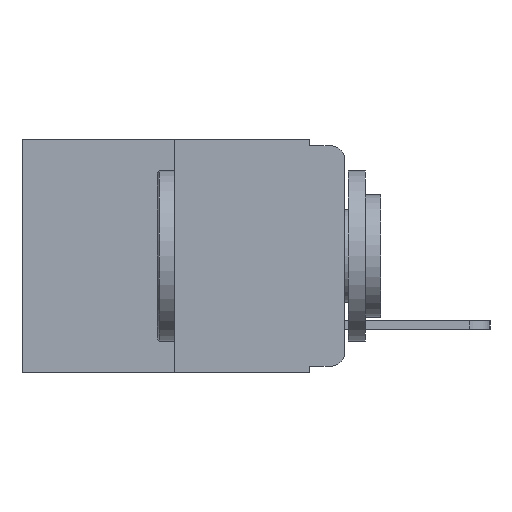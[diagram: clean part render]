
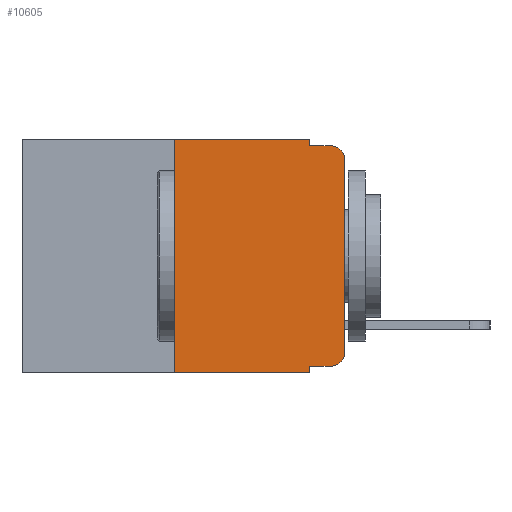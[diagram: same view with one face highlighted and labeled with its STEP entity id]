
A CAD part, left-side view. The second image highlights one B-rep face of the part: STEP entity #10605.
In plain terms, the highlighted planar face has unit normal (-1, 0, 0).
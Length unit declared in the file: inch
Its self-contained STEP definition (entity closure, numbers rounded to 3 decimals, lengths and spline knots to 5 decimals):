
#178 = CARTESIAN_POINT ( 'NONE',  ( 0., 0., 0. ) ) ;
#219 = VERTEX_POINT ( 'NONE', #10153 ) ;
#279 = EDGE_CURVE ( 'NONE', #1774, #1989, #7483, .T. ) ;
#320 = CARTESIAN_POINT ( 'NONE',  ( 0., 0.051, 0. ) ) ;
#803 = CARTESIAN_POINT ( 'NONE',  ( 0., 0.051, -0.01 ) ) ;
#947 = EDGE_CURVE ( 'NONE', #6058, #1989, #10208, .T. ) ;
#1133 = LINE ( 'NONE', #4403, #2096 ) ;
#1435 = DIRECTION ( 'NONE',  ( 0., -1., 0. ) ) ;
#1752 = EDGE_CURVE ( 'NONE', #3294, #219, #2219, .T. ) ;
#1758 = ORIENTED_EDGE ( 'NONE', *, *, #9478, .F. ) ;
#1774 = VERTEX_POINT ( 'NONE', #1995 ) ;
#1877 = DIRECTION ( 'NONE',  ( 0., 0., -1. ) ) ;
#1948 = CARTESIAN_POINT ( 'NONE',  ( 0., 0., -0.03 ) ) ;
#1989 = VERTEX_POINT ( 'NONE', #9465 ) ;
#1995 = CARTESIAN_POINT ( 'NONE',  ( 0., 0.051, -0.333 ) ) ;
#2096 = VECTOR ( 'NONE', #9712, 39.37008 ) ;
#2174 = ORIENTED_EDGE ( 'NONE', *, *, #7597, .T. ) ;
#2219 = CIRCLE ( 'NONE', #4014, 0.02 ) ;
#2288 = CARTESIAN_POINT ( 'NONE',  ( 0., 0.02, -0.03 ) ) ;
#2289 = CARTESIAN_POINT ( 'NONE',  ( 0., 0.25, 0. ) ) ;
#2343 = VERTEX_POINT ( 'NONE', #5432 ) ;
#2408 = VERTEX_POINT ( 'NONE', #1948 ) ;
#2576 = VECTOR ( 'NONE', #2838, 39.37008 ) ;
#2652 = ORIENTED_EDGE ( 'NONE', *, *, #2803, .F. ) ;
#2803 = EDGE_CURVE ( 'NONE', #6058, #5329, #3832, .T. ) ;
#2838 = DIRECTION ( 'NONE',  ( 0., 0., 1. ) ) ;
#2915 = VERTEX_POINT ( 'NONE', #803 ) ;
#2962 = CARTESIAN_POINT ( 'NONE',  ( 0., 0.051, 0. ) ) ;
#3285 = CARTESIAN_POINT ( 'NONE',  ( 0., 0.473, 0. ) ) ;
#3294 = VERTEX_POINT ( 'NONE', #6851 ) ;
#3315 = LINE ( 'NONE', #3285, #4287 ) ;
#3550 = VECTOR ( 'NONE', #10296, 39.37008 ) ;
#3769 = DIRECTION ( 'NONE',  ( -1., 0., 0. ) ) ;
#3832 = LINE ( 'NONE', #6169, #4953 ) ;
#3939 = ORIENTED_EDGE ( 'NONE', *, *, #1752, .T. ) ;
#4014 = AXIS2_PLACEMENT_3D ( 'NONE', #9046, #3769, #6615 ) ;
#4255 = DIRECTION ( 'NONE',  ( 0., 0., 1. ) ) ;
#4285 = EDGE_CURVE ( 'NONE', #2915, #2343, #1133, .T. ) ;
#4287 = VECTOR ( 'NONE', #1435, 39.37008 ) ;
#4403 = CARTESIAN_POINT ( 'NONE',  ( 0., 0.051, -0.01 ) ) ;
#4535 = LINE ( 'NONE', #5966, #3550 ) ;
#4592 = VERTEX_POINT ( 'NONE', #2962 ) ;
#4953 = VECTOR ( 'NONE', #4255, 39.37008 ) ;
#5003 = DIRECTION ( 'NONE',  ( 1., 0., 0. ) ) ;
#5329 = VERTEX_POINT ( 'NONE', #2289 ) ;
#5351 = EDGE_CURVE ( 'NONE', #5329, #4592, #3315, .T. ) ;
#5432 = CARTESIAN_POINT ( 'NONE',  ( 0., 0.02, -0.01 ) ) ;
#5733 = DIRECTION ( 'NONE',  ( 0., 0., -1. ) ) ;
#5966 = CARTESIAN_POINT ( 'NONE',  ( 0., 0.051, -0.333 ) ) ;
#6058 = VERTEX_POINT ( 'NONE', #11224 ) ;
#6059 = ORIENTED_EDGE ( 'NONE', *, *, #279, .F. ) ;
#6169 = CARTESIAN_POINT ( 'NONE',  ( 0., 0.25, 0. ) ) ;
#6596 = DIRECTION ( 'NONE',  ( 0., 0., -1. ) ) ;
#6613 = ORIENTED_EDGE ( 'NONE', *, *, #10597, .T. ) ;
#6615 = DIRECTION ( 'NONE',  ( 0., 0., -1. ) ) ;
#6675 = ORIENTED_EDGE ( 'NONE', *, *, #947, .T. ) ;
#6851 = CARTESIAN_POINT ( 'NONE',  ( 0., 0.02, -0.333 ) ) ;
#7023 = ORIENTED_EDGE ( 'NONE', *, *, #4285, .F. ) ;
#7271 = EDGE_CURVE ( 'NONE', #1774, #3294, #4535, .T. ) ;
#7448 = AXIS2_PLACEMENT_3D ( 'NONE', #10096, #5003, #5733 ) ;
#7483 = LINE ( 'NONE', #8918, #10494 ) ;
#7497 = ORIENTED_EDGE ( 'NONE', *, *, #5351, .F. ) ;
#7597 = EDGE_CURVE ( 'NONE', #219, #2408, #9610, .T. ) ;
#8077 = FACE_OUTER_BOUND ( 'NONE', #11055, .T. ) ;
#8483 = PLANE ( 'NONE',  #7448 ) ;
#8786 = CARTESIAN_POINT ( 'NONE',  ( 0., 0.473, -0.343 ) ) ;
#8918 = CARTESIAN_POINT ( 'NONE',  ( 0., 0.051, 0. ) ) ;
#9046 = CARTESIAN_POINT ( 'NONE',  ( 0., 0.02, -0.313 ) ) ;
#9172 = ORIENTED_EDGE ( 'NONE', *, *, #7271, .T. ) ;
#9465 = CARTESIAN_POINT ( 'NONE',  ( 0., 0.051, -0.343 ) ) ;
#9478 = EDGE_CURVE ( 'NONE', #4592, #2915, #10878, .T. ) ;
#9610 = LINE ( 'NONE', #178, #2576 ) ;
#9683 = DIRECTION ( 'NONE',  ( 0., -1., 0. ) ) ;
#9712 = DIRECTION ( 'NONE',  ( 0., -1., 0. ) ) ;
#9810 = VECTOR ( 'NONE', #9683, 39.37008 ) ;
#10096 = CARTESIAN_POINT ( 'NONE',  ( 0., 0.473, 0. ) ) ;
#10134 = DIRECTION ( 'NONE',  ( -1., 0., 0. ) ) ;
#10153 = CARTESIAN_POINT ( 'NONE',  ( 0., 0., -0.313 ) ) ;
#10208 = LINE ( 'NONE', #8786, #9810 ) ;
#10230 = AXIS2_PLACEMENT_3D ( 'NONE', #2288, #10134, #11045 ) ;
#10296 = DIRECTION ( 'NONE',  ( 0., -1., 0. ) ) ;
#10494 = VECTOR ( 'NONE', #1877, 39.37008 ) ;
#10597 = EDGE_CURVE ( 'NONE', #2408, #2343, #10987, .T. ) ;
#10605 = ADVANCED_FACE ( 'NONE', ( #8077 ), #8483, .F. ) ;
#10878 = LINE ( 'NONE', #320, #11166 ) ;
#10987 = CIRCLE ( 'NONE', #10230, 0.02 ) ;
#11045 = DIRECTION ( 'NONE',  ( 0., 0., -1. ) ) ;
#11055 = EDGE_LOOP ( 'NONE', ( #2174, #6613, #7023, #1758, #7497, #2652, #6675, #6059, #9172, #3939 ) ) ;
#11166 = VECTOR ( 'NONE', #6596, 39.37008 ) ;
#11224 = CARTESIAN_POINT ( 'NONE',  ( 0., 0.25, -0.343 ) ) ;
